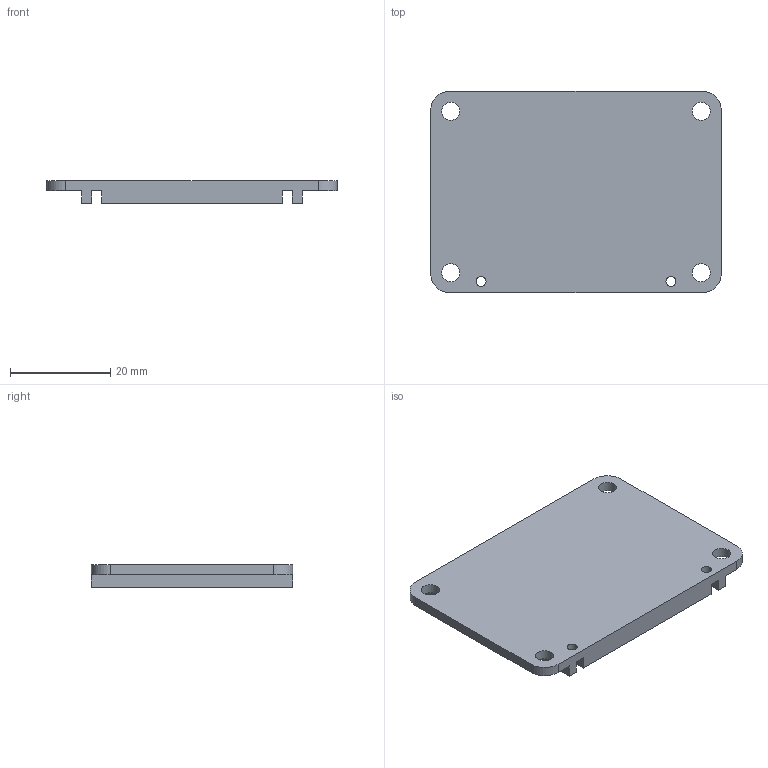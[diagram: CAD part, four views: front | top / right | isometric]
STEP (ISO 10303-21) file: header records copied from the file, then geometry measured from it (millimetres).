
FILE_DESCRIPTION(('FreeCAD Model'),'2;1');
FILE_NAME('EPM_Core.step', '2017-05-19T08:43:53',('Author'),(''), 'Open CASCADE STEP processor 6.9','FreeCAD','Unknown');
FILE_SCHEMA(('AUTOMOTIVE_DESIGN_CC2 { 1 2 10303 214 -1 1 5 4 }'));
Length unit declared in the file: millimetre
Products named in the file (1): Fillet002
Bounding box: 58 x 40.25 x 4.5 mm (x, y, z)
Volume: 7308.2 mm3; surface area: 8271.6 mm2
Topology: 1 solids, 1 shells, 149 faces, 424 edges, 290 vertices
Faces by surface type: plane 87, cylinder 62
Full cylindrical faces by diameter (mm): 2 x2, 3.6 x4
Entity records: 10681 total; most frequent: CARTESIAN_POINT 2138, DIRECTION 1642, LINE 974, VECTOR 974, ORIENTED_EDGE 848, PCURVE 848, DEFINITIONAL_REPRESENTATION 848, EDGE_CURVE 424
